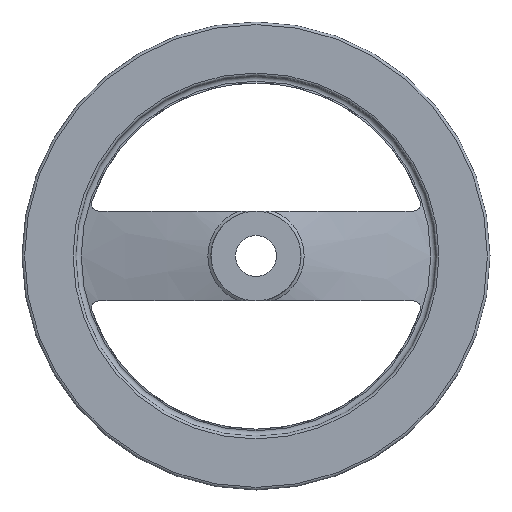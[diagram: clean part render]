
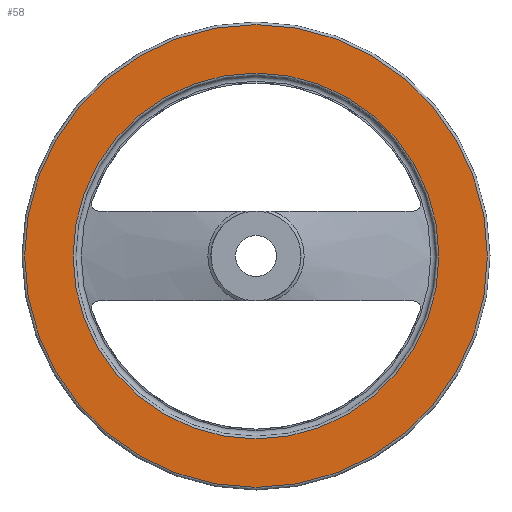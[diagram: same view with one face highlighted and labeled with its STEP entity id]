
A CAD part, left-side view. The second image highlights one B-rep face of the part: STEP entity #58.
In plain terms, the highlighted planar face has unit normal (-1, 0, 0).
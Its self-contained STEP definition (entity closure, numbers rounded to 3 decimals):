
#58 = ADVANCED_FACE( '', ( #134, #135 ), #136, .F. );
#134 = FACE_OUTER_BOUND( '', #241, .T. );
#135 = FACE_BOUND( '', #242, .T. );
#136 = PLANE( '', #243 );
#241 = EDGE_LOOP( '', ( #359 ) );
#242 = EDGE_LOOP( '', ( #360 ) );
#243 = AXIS2_PLACEMENT_3D( '', #361, #362, #363 );
#359 = ORIENTED_EDGE( '', *, *, #578, .F. );
#360 = ORIENTED_EDGE( '', *, *, #579, .T. );
#361 = CARTESIAN_POINT( '', ( 26.6, 97.713, 0. ) );
#362 = DIRECTION( '', ( 1., 0., 0. ) );
#363 = DIRECTION( '', ( 0., 0., -1. ) );
#578 = EDGE_CURVE( '', #678, #678, #679, .T. );
#579 = EDGE_CURVE( '', #680, #680, #681, .T. );
#678 = VERTEX_POINT( '', #912 );
#679 = CIRCLE( '', #913, 123.6 );
#680 = VERTEX_POINT( '', #914 );
#681 = CIRCLE( '', #915, 97.713 );
#912 = CARTESIAN_POINT( '', ( 26.6, 0., -123.6 ) );
#913 = AXIS2_PLACEMENT_3D( '', #1268, #1269, #1270 );
#914 = CARTESIAN_POINT( '', ( 26.6, 0., -97.713 ) );
#915 = AXIS2_PLACEMENT_3D( '', #1271, #1272, #1273 );
#1268 = CARTESIAN_POINT( '', ( 26.6, 0., 0. ) );
#1269 = DIRECTION( '', ( 1., 0., 0. ) );
#1270 = DIRECTION( '', ( 0., 0., -1. ) );
#1271 = CARTESIAN_POINT( '', ( 26.6, 0., 0. ) );
#1272 = DIRECTION( '', ( 1., 0., 0. ) );
#1273 = DIRECTION( '', ( 0., 0., -1. ) );
